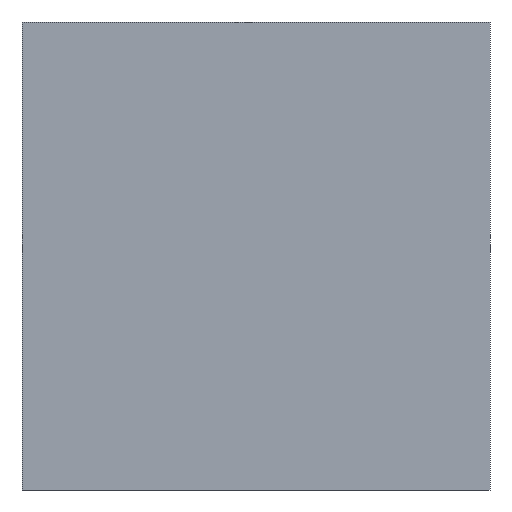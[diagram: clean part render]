
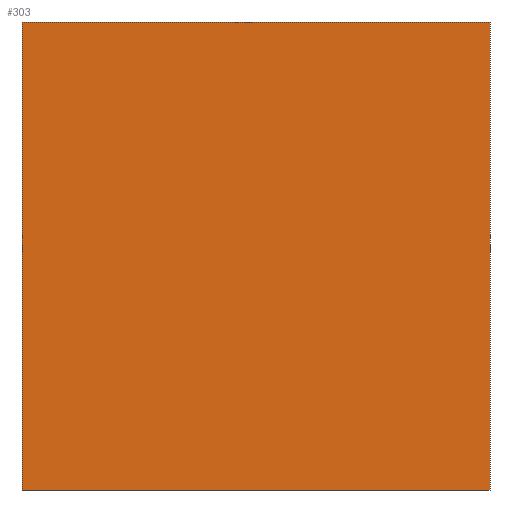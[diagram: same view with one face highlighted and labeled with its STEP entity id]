
A CAD part, left-side view. The second image highlights one B-rep face of the part: STEP entity #303.
In plain terms, the highlighted planar face has unit normal (-1, 0, 0).
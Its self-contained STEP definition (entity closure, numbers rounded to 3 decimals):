
#8 = DIRECTION ( 'NONE',  ( 0., -1., 0. ) ) ;
#14 = VECTOR ( 'NONE', #236, 1000. ) ;
#27 = PLANE ( 'NONE',  #151 ) ;
#29 = DIRECTION ( 'NONE',  ( 0., 0., -1. ) ) ;
#31 = VERTEX_POINT ( 'NONE', #69 ) ;
#47 = CARTESIAN_POINT ( 'NONE',  ( 0., 0., 45. ) ) ;
#50 = LINE ( 'NONE', #304, #301 ) ;
#59 = LINE ( 'NONE', #145, #14 ) ;
#60 = DIRECTION ( 'NONE',  ( 1., 0., 0. ) ) ;
#61 = DIRECTION ( 'NONE',  ( 0., 0., -1. ) ) ;
#67 = CARTESIAN_POINT ( 'NONE',  ( 0., 0., 0. ) ) ;
#69 = CARTESIAN_POINT ( 'NONE',  ( 0., 0., 0. ) ) ;
#72 = EDGE_CURVE ( 'NONE', #179, #31, #110, .T. ) ;
#81 = CARTESIAN_POINT ( 'NONE',  ( 0., 45., 0. ) ) ;
#90 = VERTEX_POINT ( 'NONE', #216 ) ;
#99 = VECTOR ( 'NONE', #29, 1000. ) ;
#110 = LINE ( 'NONE', #67, #202 ) ;
#135 = FACE_OUTER_BOUND ( 'NONE', #188, .T. ) ;
#143 = CARTESIAN_POINT ( 'NONE',  ( 0., 0., 45. ) ) ;
#145 = CARTESIAN_POINT ( 'NONE',  ( 0., 0., 45. ) ) ;
#151 = AXIS2_PLACEMENT_3D ( 'NONE', #47, #60, #61 ) ;
#172 = ORIENTED_EDGE ( 'NONE', *, *, #215, .T. ) ;
#173 = VERTEX_POINT ( 'NONE', #143 ) ;
#179 = VERTEX_POINT ( 'NONE', #81 ) ;
#188 = EDGE_LOOP ( 'NONE', ( #310, #197, #221, #172 ) ) ;
#194 = EDGE_CURVE ( 'NONE', #173, #31, #59, .T. ) ;
#197 = ORIENTED_EDGE ( 'NONE', *, *, #194, .F. ) ;
#199 = EDGE_CURVE ( 'NONE', #90, #173, #50, .T. ) ;
#202 = VECTOR ( 'NONE', #8, 1000. ) ;
#207 = CARTESIAN_POINT ( 'NONE',  ( 0., 45., 45. ) ) ;
#215 = EDGE_CURVE ( 'NONE', #90, #179, #274, .T. ) ;
#216 = CARTESIAN_POINT ( 'NONE',  ( 0., 45., 45. ) ) ;
#221 = ORIENTED_EDGE ( 'NONE', *, *, #199, .F. ) ;
#236 = DIRECTION ( 'NONE',  ( 0., 0., -1. ) ) ;
#274 = LINE ( 'NONE', #207, #99 ) ;
#300 = DIRECTION ( 'NONE',  ( 0., -1., 0. ) ) ;
#301 = VECTOR ( 'NONE', #300, 1000. ) ;
#303 = ADVANCED_FACE ( 'NONE', ( #135 ), #27, .F. ) ;
#304 = CARTESIAN_POINT ( 'NONE',  ( 0., 0., 45. ) ) ;
#310 = ORIENTED_EDGE ( 'NONE', *, *, #72, .T. ) ;
